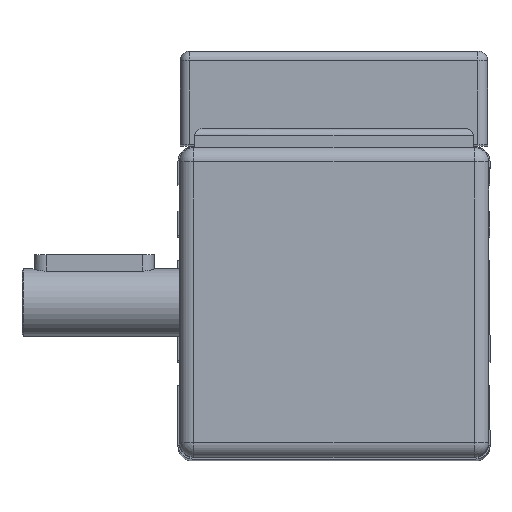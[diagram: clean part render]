
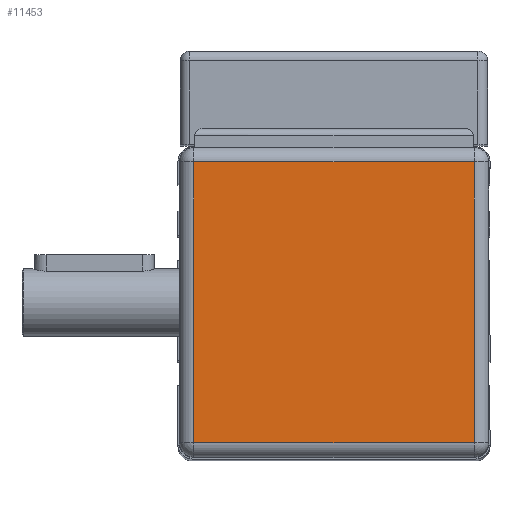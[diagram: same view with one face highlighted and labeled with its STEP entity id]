
A CAD part, top view. The second image highlights one B-rep face of the part: STEP entity #11453.
In plain terms, the highlighted face is planar.
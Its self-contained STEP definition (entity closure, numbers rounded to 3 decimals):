
#11161=CARTESIAN_POINT('',(-25.365,48.318,-85.));
#11162=VERTEX_POINT('',#11161);
#11170=CARTESIAN_POINT('',(-25.365,-10.182,-85.));
#11171=VERTEX_POINT('',#11170);
#11172=CARTESIAN_POINT('',(-25.365,48.318,-85.));
#11173=DIRECTION('',(0.0,-1.0,0.0));
#11174=VECTOR('',#11173,58.5);
#11175=LINE('',#11172,#11174);
#11176=EDGE_CURVE('',#11162,#11171,#11175,.T.);
#11410=CARTESIAN_POINT('',(33.135,-10.182,-85.));
#11411=VERTEX_POINT('',#11410);
#11412=CARTESIAN_POINT('',(33.135,-10.182,-85.));
#11413=DIRECTION('',(-1.0,0.0,0.0));
#11414=VECTOR('',#11413,58.5);
#11415=LINE('',#11412,#11414);
#11416=EDGE_CURVE('',#11411,#11171,#11415,.T.);
#11430=CARTESIAN_POINT('',(3.885,19.068,-85.));
#11431=DIRECTION('',(0.0,0.0,-1.0));
#11432=DIRECTION('',(-1.0,0.0,0.0));
#11433=AXIS2_PLACEMENT_3D('',#11430,#11431,#11432);
#11434=PLANE('',#11433);
#11435=CARTESIAN_POINT('',(33.135,48.318,-85.));
#11436=VERTEX_POINT('',#11435);
#11437=CARTESIAN_POINT('',(33.135,48.318,-85.));
#11438=DIRECTION('',(-1.0,0.0,0.0));
#11439=VECTOR('',#11438,58.5);
#11440=LINE('',#11437,#11439);
#11441=EDGE_CURVE('',#11436,#11162,#11440,.T.);
#11442=ORIENTED_EDGE('',*,*,#11441,.F.);
#11443=CARTESIAN_POINT('',(33.135,-10.182,-85.));
#11444=DIRECTION('',(0.0,1.0,0.0));
#11445=VECTOR('',#11444,58.5);
#11446=LINE('',#11443,#11445);
#11447=EDGE_CURVE('',#11411,#11436,#11446,.T.);
#11448=ORIENTED_EDGE('',*,*,#11447,.F.);
#11449=ORIENTED_EDGE('',*,*,#11416,.T.);
#11450=ORIENTED_EDGE('',*,*,#11176,.F.);
#11451=EDGE_LOOP('',(#11442,#11448,#11449,#11450));
#11452=FACE_OUTER_BOUND('',#11451,.T.);
#11453=ADVANCED_FACE('',(#11452),#11434,.T.);
